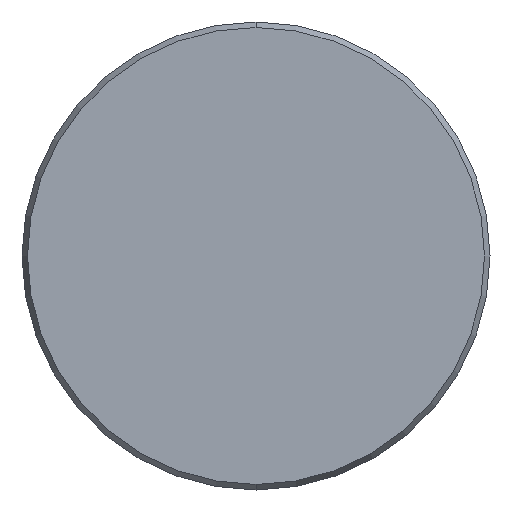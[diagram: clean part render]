
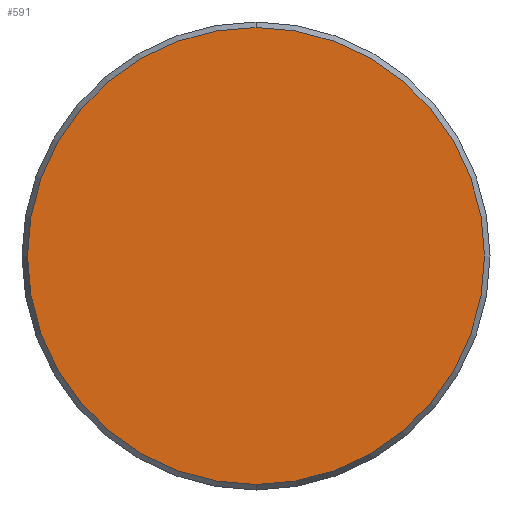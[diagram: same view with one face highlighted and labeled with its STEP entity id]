
A CAD part, left-side view. The second image highlights one B-rep face of the part: STEP entity #591.
In plain terms, the highlighted planar face has unit normal (-1, 0, 0).
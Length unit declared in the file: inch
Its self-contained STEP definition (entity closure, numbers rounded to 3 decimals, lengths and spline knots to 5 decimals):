
#39 = EDGE_CURVE ( 'NONE', #82, #456, #580, .T. ) ;
#70 = CIRCLE ( 'NONE', #347, 1.06447 ) ;
#82 = VERTEX_POINT ( 'NONE', #112 ) ;
#112 = CARTESIAN_POINT ( 'NONE',  ( 0., 0., 1.06447 ) ) ;
#137 = DIRECTION ( 'NONE',  ( -1., 0., 0. ) ) ;
#223 = AXIS2_PLACEMENT_3D ( 'NONE', #471, #816, #399 ) ;
#231 = CARTESIAN_POINT ( 'NONE',  ( 0., 0., -1.06447 ) ) ;
#279 = ORIENTED_EDGE ( 'NONE', *, *, #39, .T. ) ;
#329 = PLANE ( 'NONE',  #660 ) ;
#347 = AXIS2_PLACEMENT_3D ( 'NONE', #832, #137, #505 ) ;
#399 = DIRECTION ( 'NONE',  ( 0., 0., -1. ) ) ;
#456 = VERTEX_POINT ( 'NONE', #231 ) ;
#471 = CARTESIAN_POINT ( 'NONE',  ( 0., 0., 0. ) ) ;
#505 = DIRECTION ( 'NONE',  ( 0., 0., -1. ) ) ;
#560 = EDGE_LOOP ( 'NONE', ( #617, #279 ) ) ;
#580 = CIRCLE ( 'NONE', #223, 1.06447 ) ;
#591 = ADVANCED_FACE ( 'NONE', ( #804 ), #329, .F. ) ;
#617 = ORIENTED_EDGE ( 'NONE', *, *, #719, .T. ) ;
#660 = AXIS2_PLACEMENT_3D ( 'NONE', #889, #894, #685 ) ;
#685 = DIRECTION ( 'NONE',  ( 0., 0., -1. ) ) ;
#719 = EDGE_CURVE ( 'NONE', #456, #82, #70, .T. ) ;
#804 = FACE_OUTER_BOUND ( 'NONE', #560, .T. ) ;
#816 = DIRECTION ( 'NONE',  ( -1., 0., 0. ) ) ;
#832 = CARTESIAN_POINT ( 'NONE',  ( 0., 0., 0. ) ) ;
#889 = CARTESIAN_POINT ( 'NONE',  ( 0., 1., 0. ) ) ;
#894 = DIRECTION ( 'NONE',  ( 1., 0., 0. ) ) ;
